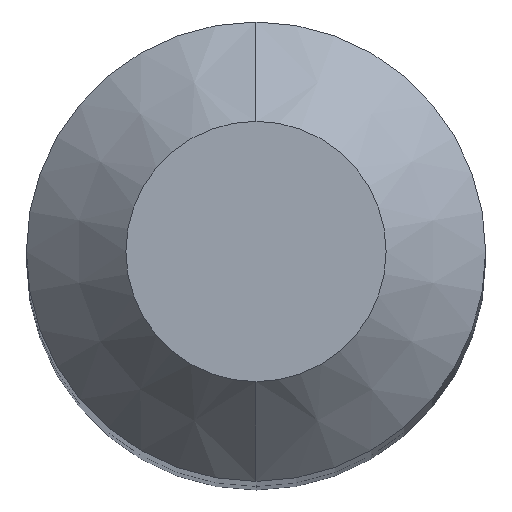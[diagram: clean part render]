
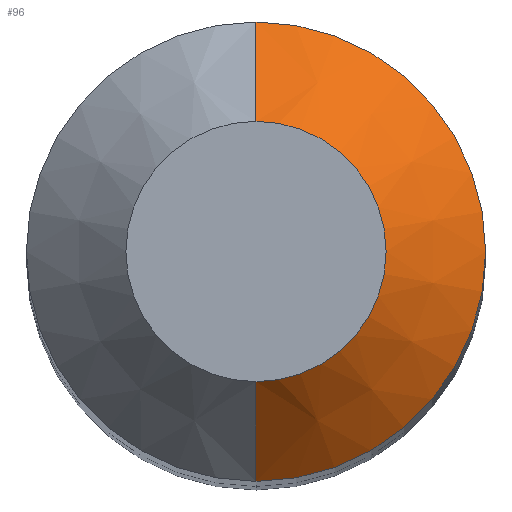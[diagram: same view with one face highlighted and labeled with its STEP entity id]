
A CAD part, top view. The second image highlights one B-rep face of the part: STEP entity #96.
In plain terms, the highlighted conical face has half-angle 45 degrees and reference radius 2.35 mm.
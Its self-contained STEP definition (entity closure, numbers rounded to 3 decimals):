
#96=ADVANCED_FACE('',(#176),#177,.T.);
#176=FACE_OUTER_BOUND('',#268,.T.);
#177=CONICAL_SURFACE('',#269,2.35,0.785);
#268=EDGE_LOOP('',(#350,#351,#352,#353));
#269=AXIS2_PLACEMENT_3D('',#354,#355,#356);
#350=ORIENTED_EDGE('',*,*,#435,.F.);
#351=ORIENTED_EDGE('',*,*,#436,.T.);
#352=ORIENTED_EDGE('',*,*,#437,.F.);
#353=ORIENTED_EDGE('',*,*,#431,.F.);
#354=CARTESIAN_POINT('',(0.,0.0,35.35));
#355=DIRECTION('',(0.,-0.0,-1.0));
#356=DIRECTION('',(0.0,1.0,0.0));
#431=EDGE_CURVE('',#482,#485,#486,.T.);
#435=EDGE_CURVE('',#491,#482,#492,.T.);
#436=EDGE_CURVE('',#491,#493,#494,.T.);
#437=EDGE_CURVE('',#485,#493,#495,.T.);
#482=VERTEX_POINT('',#530);
#485=VERTEX_POINT('',#534);
#486=CIRCLE('',#535,3.0);
#491=VERTEX_POINT('',#541);
#492=LINE('',#542,#543);
#493=VERTEX_POINT('',#544);
#494=CIRCLE('',#545,1.7);
#495=LINE('',#546,#547);
#530=CARTESIAN_POINT('',(0.,3.0,34.7));
#534=CARTESIAN_POINT('',(0.,-3.0,34.7));
#535=AXIS2_PLACEMENT_3D('',#578,#579,#580);
#541=CARTESIAN_POINT('',(0.,1.7,36.0));
#542=CARTESIAN_POINT('',(0.,2.35,35.35));
#543=VECTOR('',#585,1.0);
#544=CARTESIAN_POINT('',(0.,-1.7,36.0));
#545=AXIS2_PLACEMENT_3D('',#586,#587,#588);
#546=CARTESIAN_POINT('',(0.,-2.35,35.35));
#547=VECTOR('',#589,1.0);
#578=CARTESIAN_POINT('',(0.,0.0,34.7));
#579=DIRECTION('',(0.,0.0,-1.0));
#580=DIRECTION('',(0.0,1.0,0.0));
#585=DIRECTION('',(0.,0.707,-0.707));
#586=CARTESIAN_POINT('',(0.,0.0,36.0));
#587=DIRECTION('',(0.,0.0,-1.0));
#588=DIRECTION('',(0.0,1.0,0.0));
#589=DIRECTION('',(0.,0.707,0.707));
